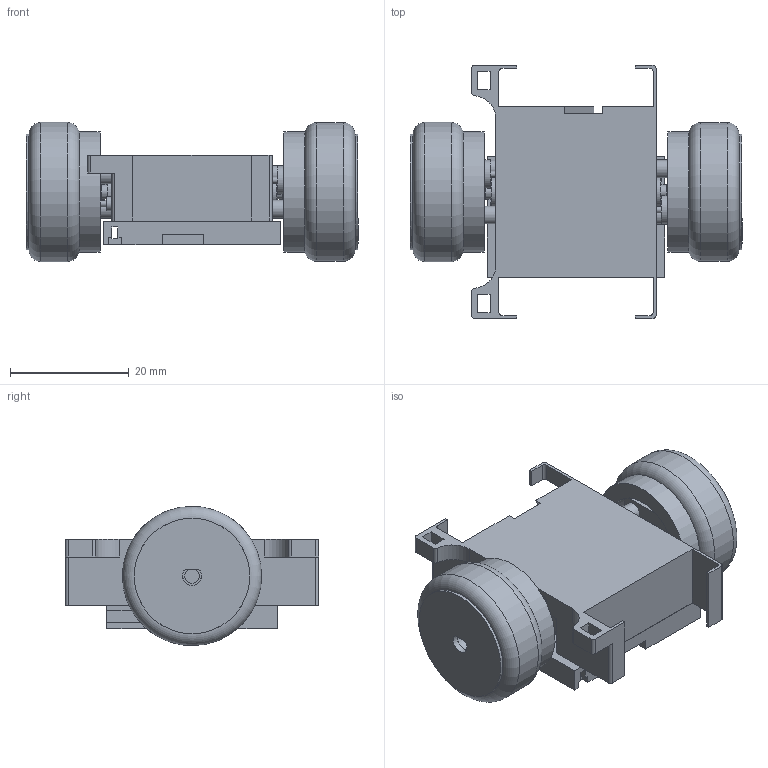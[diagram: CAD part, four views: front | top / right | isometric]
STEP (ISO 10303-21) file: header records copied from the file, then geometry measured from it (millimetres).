
FILE_DESCRIPTION(/* description */ (''),/* implementation_level */ '2;1');
FILE_NAME(/* name */ 'Zlozenie v18.step',/* time_stamp */ '2021-02-04T13:06:38+01:00',/* author */ (''),/* organization */ (''),/* preprocessor_version */ 'ST-DEVELOPER v18.1',/* originating_system */ 'Autodesk Translation Framework v9.7.1.1290',/* authorisation */ '');
FILE_SCHEMA (('AUTOMOTIVE_DESIGN { 1 0 10303 214 3 1 1 }'));
Length unit declared in the file: millimetre
Products named in the file (11): Zlozenie; mocowanie-napędów v1; Silniki v1; Silniki v1_1; GearboxScaffolding; DC Motor; Tyre; Felga; MWR0032KAC-KH; pokrywa_silinikow v7; podstawa_silnikow v4
Assembly tree (15 placements, depth 4):
  Zlozenie
    mocowanie-napędów v1
      Silniki v1
        GearboxScaffolding
        DC Motor
        Felga
        Tyre
        MWR0032KAC-KH
      Silniki v1_1
        GearboxScaffolding
        DC Motor
        Tyre
        Felga
        MWR0032KAC-KH
    pokrywa_silinikow v7
    podstawa_silnikow v4
Bounding box: 56.02 x 42.75 x 23.5 mm (x, y, z)
Volume: 19303.8 mm3; surface area: 19002.9 mm2
Topology: 54 solids, 54 shells, 561 faces, 1247 edges, 826 vertices
Faces by surface type: plane 349, cylinder 202, cone 6, torus 4
Full cylindrical faces by diameter (mm): 1 x36, 1.3 x18, 1.5 x6, 1.542 x2, 2 x8, 2.2 x8, 2.35 x2, 2.411 x6, 2.5 x6, 3 x10, 3.4 x2, 4.8 x2, 4.861 x2, 5 x2, 5.669 x2, 5.711 x2, 14.99 x2, 17 x2, 18.2 x2, 19.5 x2, 20.44 x2, 23.5 x2
Entity records: 11027 total; most frequent: DIRECTION 1898, CARTESIAN_POINT 1824, ORIENTED_EDGE 1724, EDGE_CURVE 862, AXIS2_PLACEMENT_3D 645, LINE 608, VECTOR 608, VERTEX_POINT 571
